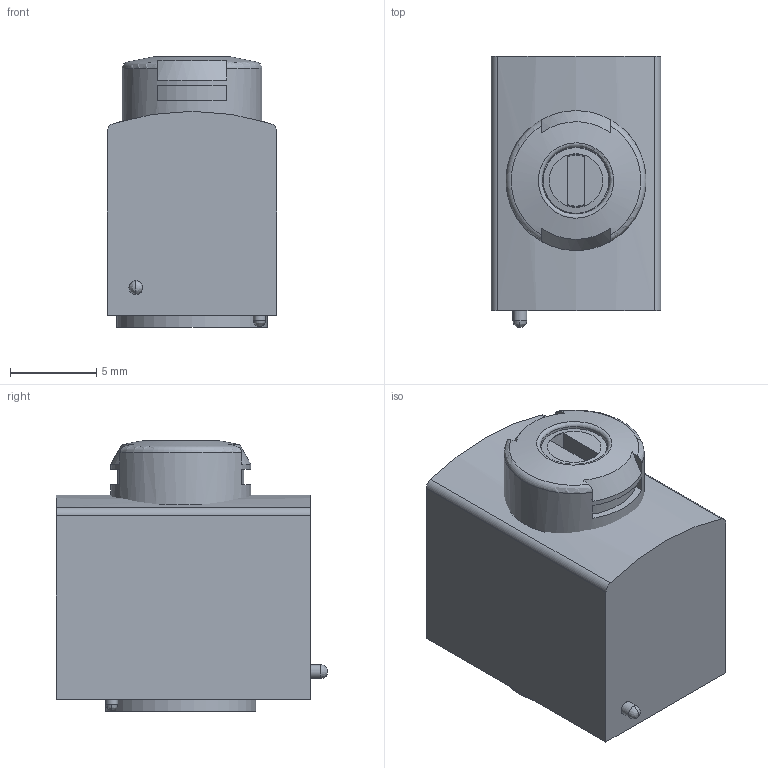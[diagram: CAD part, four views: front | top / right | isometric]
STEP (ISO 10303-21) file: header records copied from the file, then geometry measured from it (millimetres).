
FILE_DESCRIPTION(/* description */ (''),/* implementation_level */ '2;1');
FILE_NAME(/* name */ '00735438_GEHAEUSE_VUVG-..R-0_5.iam.step',/* time_stamp */ '2014-01-07T11:30:41-08:00',/* author */ ('s-2512170'),/* organization */ (''),/* preprocessor_version */ 'ST-DEVELOPER v15.2',/* originating_system */ 'Autodesk Inventor 2014',/* authorisation */ '');
FILE_SCHEMA (('CONFIG_CONTROL_DESIGN','AUTOMOTIVE_DESIGN { 1 0 10303 214 3 1 1 }'));
Length unit declared in the file: millimetre
Products named in the file (4): 00693974_DECKEL_MPA; 00693973_STOESSEL_MPA; 00735435_MAGNETPLATTE_VUVG-0_5; 00735438_GEHAEUSE_VUVG-..R-0_5
Bounding box: 9.8 x 15.7 x 15.66 mm (x, y, z)
Volume: 1878.3 mm3; surface area: 1349.4 mm2
Topology: 3 solids, 3 shells, 215 faces, 521 edges, 320 vertices
Faces by surface type: plane 79, cylinder 64, bspline 30, torus 20, cone 13, sphere 9
Full cylindrical faces by diameter (mm): 0.7 x2, 0.8 x1, 2.4 x1, 3.6 x1, 3.8 x1, 3.9 x1, 4.7 x1, 5.1 x2, 6 x1, 6.4 x1, 7.4 x1, 8.1 x1, 8.7 x1
Entity records: 9594 total; most frequent: CARTESIAN_POINT 4587, DIRECTION 996, ORIENTED_EDGE 958, EDGE_CURVE 479, AXIS2_PLACEMENT_3D 413, VERTEX_POINT 303, EDGE_LOOP 254, STYLED_ITEM 218
